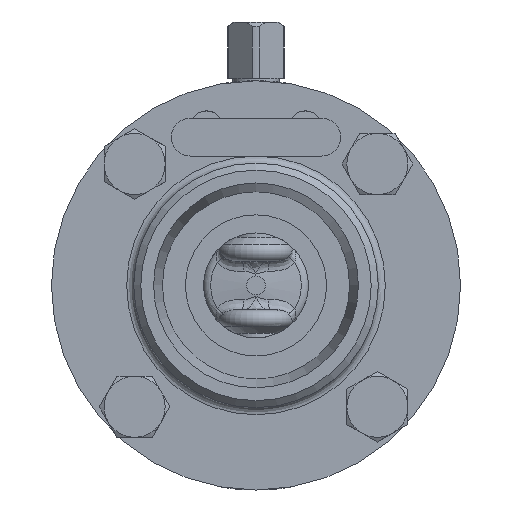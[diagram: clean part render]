
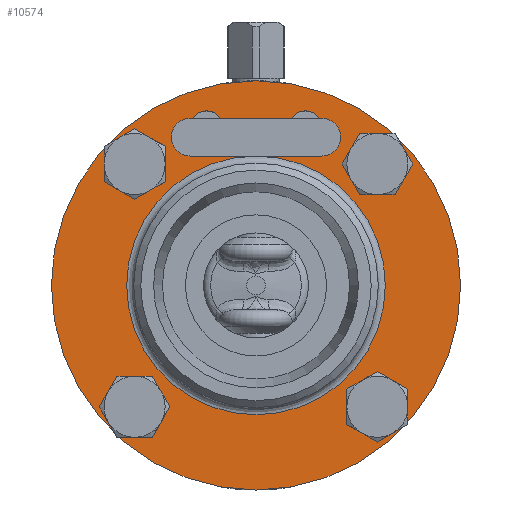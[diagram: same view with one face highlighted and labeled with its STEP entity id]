
A CAD part, left-side view. The second image highlights one B-rep face of the part: STEP entity #10574.
In plain terms, the highlighted planar face has unit normal (-1, 0, 0).
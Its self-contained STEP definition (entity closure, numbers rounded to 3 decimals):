
#93=CARTESIAN_POINT('',(-10.,10.5,29.9));
#94=VERTEX_POINT('',#93);
#95=CARTESIAN_POINT('',(-10.0,10.5,33.5));
#96=DIRECTION('',(1.0,0.0,0.0));
#97=DIRECTION('',(0.0,0.0,-1.0));
#98=AXIS2_PLACEMENT_3D('',#95,#96,#97);
#99=CIRCLE('',#98,3.6);
#100=EDGE_CURVE('',#94,#94,#99,.T.);
#130=CARTESIAN_POINT('',(-10.,-10.5,29.9));
#131=VERTEX_POINT('',#130);
#132=CARTESIAN_POINT('',(-10.0,-10.5,33.5));
#133=DIRECTION('',(1.0,0.0,0.0));
#134=DIRECTION('',(0.0,0.0,-1.0));
#135=AXIS2_PLACEMENT_3D('',#132,#133,#134);
#136=CIRCLE('',#135,3.6);
#137=EDGE_CURVE('',#131,#131,#136,.T.);
#7812=CARTESIAN_POINT('',(-10.,25.809,20.109));
#7813=VERTEX_POINT('',#7812);
#7814=CARTESIAN_POINT('',(-10.,25.809,25.809));
#7815=DIRECTION('',(1.0,0.0,0.0));
#7816=DIRECTION('',(0.0,0.0,-1.0));
#7817=AXIS2_PLACEMENT_3D('',#7814,#7815,#7816);
#7818=CIRCLE('',#7817,5.7);
#7819=EDGE_CURVE('',#7813,#7813,#7818,.T.);
#8690=CARTESIAN_POINT('',(-10.,20.109,-25.809));
#8691=VERTEX_POINT('',#8690);
#8692=CARTESIAN_POINT('',(-10.,25.809,-25.809));
#8693=DIRECTION('',(1.0,0.0,0.0));
#8694=DIRECTION('',(0.0,-1.0,0.0));
#8695=AXIS2_PLACEMENT_3D('',#8692,#8693,#8694);
#8696=CIRCLE('',#8695,5.7);
#8697=EDGE_CURVE('',#8691,#8691,#8696,.T.);
#9568=CARTESIAN_POINT('',(-10.,-25.809,-20.109));
#9569=VERTEX_POINT('',#9568);
#9570=CARTESIAN_POINT('',(-10.,-25.809,-25.809));
#9571=DIRECTION('',(1.0,0.0,0.0));
#9572=DIRECTION('',(0.0,0.0,1.0));
#9573=AXIS2_PLACEMENT_3D('',#9570,#9571,#9572);
#9574=CIRCLE('',#9573,5.7);
#9575=EDGE_CURVE('',#9569,#9569,#9574,.T.);
#10446=CARTESIAN_POINT('',(-10.,-20.109,25.809));
#10447=VERTEX_POINT('',#10446);
#10448=CARTESIAN_POINT('',(-10.,-25.809,25.809));
#10449=DIRECTION('',(1.0,0.0,0.0));
#10450=DIRECTION('',(0.0,1.0,0.0));
#10451=AXIS2_PLACEMENT_3D('',#10448,#10449,#10450);
#10452=CIRCLE('',#10451,5.7);
#10453=EDGE_CURVE('',#10447,#10447,#10452,.T.);
#10529=CARTESIAN_POINT('',(-10.,-35.5,0.0));
#10530=DIRECTION('',(-1.0,0.0,0.0));
#10531=DIRECTION('',(0.0,0.0,-1.0));
#10532=AXIS2_PLACEMENT_3D('',#10529,#10530,#10531);
#10533=PLANE('',#10532);
#10534=CARTESIAN_POINT('',(-10.,-43.5,0.0));
#10535=VERTEX_POINT('',#10534);
#10536=CARTESIAN_POINT('',(-10.,0.0,0.0));
#10537=DIRECTION('',(-1.0,0.0,0.0));
#10538=DIRECTION('',(0.0,-1.0,0.0));
#10539=AXIS2_PLACEMENT_3D('',#10536,#10537,#10538);
#10540=CIRCLE('',#10539,43.5);
#10541=EDGE_CURVE('',#10535,#10535,#10540,.T.);
#10542=ORIENTED_EDGE('',*,*,#10541,.T.);
#10543=EDGE_LOOP('',(#10542));
#10544=FACE_OUTER_BOUND('',#10543,.T.);
#10545=ORIENTED_EDGE('',*,*,#7819,.T.);
#10546=EDGE_LOOP('',(#10545));
#10547=FACE_BOUND('',#10546,.T.);
#10548=ORIENTED_EDGE('',*,*,#8697,.T.);
#10549=EDGE_LOOP('',(#10548));
#10550=FACE_BOUND('',#10549,.T.);
#10551=ORIENTED_EDGE('',*,*,#9575,.T.);
#10552=EDGE_LOOP('',(#10551));
#10553=FACE_BOUND('',#10552,.T.);
#10554=ORIENTED_EDGE('',*,*,#10453,.T.);
#10555=EDGE_LOOP('',(#10554));
#10556=FACE_BOUND('',#10555,.T.);
#10557=ORIENTED_EDGE('',*,*,#100,.T.);
#10558=EDGE_LOOP('',(#10557));
#10559=FACE_BOUND('',#10558,.T.);
#10560=ORIENTED_EDGE('',*,*,#137,.T.);
#10561=EDGE_LOOP('',(#10560));
#10562=FACE_BOUND('',#10561,.T.);
#10563=CARTESIAN_POINT('',(-10.0,-27.5,0.0));
#10564=VERTEX_POINT('',#10563);
#10565=CARTESIAN_POINT('',(-10.0,0.0,0.0));
#10566=DIRECTION('',(-1.0,0.0,0.0));
#10567=DIRECTION('',(0.0,-1.0,0.0));
#10568=AXIS2_PLACEMENT_3D('',#10565,#10566,#10567);
#10569=CIRCLE('',#10568,27.5);
#10570=EDGE_CURVE('',#10564,#10564,#10569,.T.);
#10571=ORIENTED_EDGE('',*,*,#10570,.F.);
#10572=EDGE_LOOP('',(#10571));
#10573=FACE_BOUND('',#10572,.T.);
#10574=ADVANCED_FACE('',(#10544,#10547,#10550,#10553,#10556,#10559,#10562,#10573),#10533,.T.);
